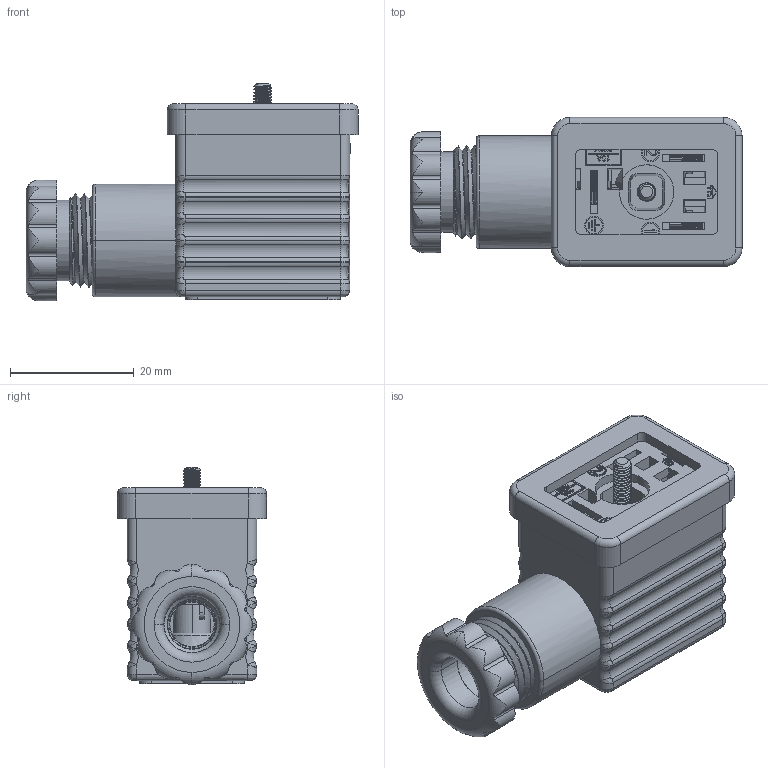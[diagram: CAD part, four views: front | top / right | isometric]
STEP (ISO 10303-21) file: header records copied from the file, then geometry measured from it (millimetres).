
FILE_DESCRIPTION(/* description */ (''),/* implementation_level */ '2;1');
FILE_NAME(/* name */ 'M1NS2000',/* time_stamp */ '2017-05-05T15:15:30+08:00',/* author */ (''),/* organization */ (''),/* preprocessor_version */ 'ST-DEVELOPER v11',/* originating_system */ 'UGS - NX 5.0',/* authorisation */ '');
FILE_SCHEMA (('AUTOMOTIVE_DESIGN { 1 0 10303 214 1 1 1 1 }'));
Products named in the file (1): 158
Bounding box: 53.65 x 24.1 x 35.15 mm (x, y, z)
Volume: 13190.6 mm3; surface area: 20282.7 mm2
Topology: 17 solids, 17 shells, 2045 faces, 5613 edges, 3629 vertices
Faces by surface type: plane 1303, cylinder 475, torus 100, bspline 93, cone 64, sphere 10
Full cylindrical faces by diameter (mm): 1.2 x3, 2.56 x1, 2.7 x3, 2.8 x1, 3 x3, 3.2 x3, 3.3 x3, 4.3 x1, 5 x1, 5.1 x1, 5.4 x1, 6.6 x1, 6.8 x1, 7 x1, 7.3 x1, 12.067 x1, 13 x1, 13.4 x1, 15.2 x9
Entity records: 95416 total; most frequent: CARTESIAN_POINT 41753, ORIENTED_EDGE 11068, DIRECTION 9709, EDGE_CURVE 5534, LINE 3913, VECTOR 3913, VERTEX_POINT 3603, AXIS2_PLACEMENT_3D 2898
